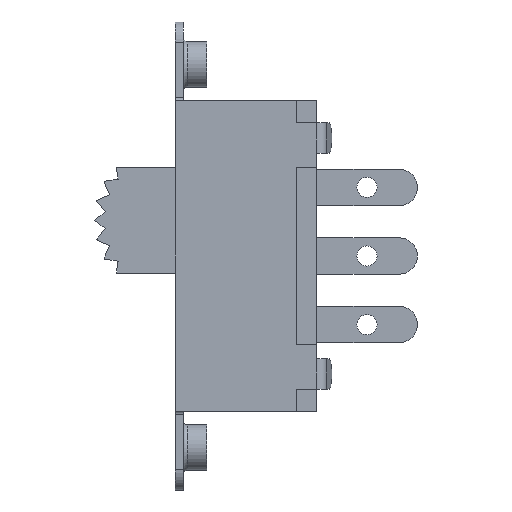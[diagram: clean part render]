
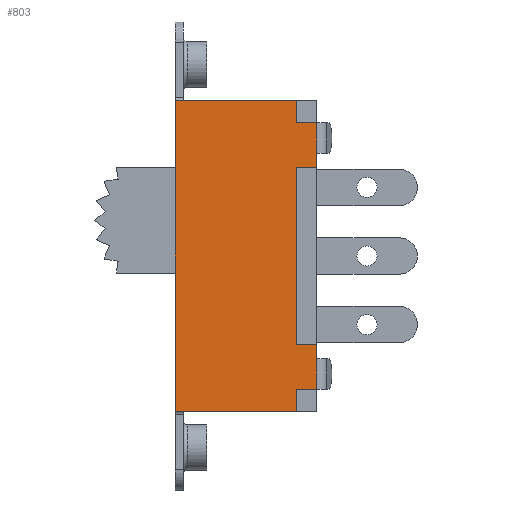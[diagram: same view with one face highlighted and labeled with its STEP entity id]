
A CAD part, left-side view. The second image highlights one B-rep face of the part: STEP entity #803.
In plain terms, the highlighted planar face has unit normal (-1, 0, 0).
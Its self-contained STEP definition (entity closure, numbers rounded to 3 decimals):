
#77 = VERTEX_POINT ( 'NONE', #2439 ) ;
#78 = VERTEX_POINT ( 'NONE', #2438 ) ;
#81 = EDGE_CURVE ( 'NONE', #78, #77, #2433, .T. ) ;
#525 = VERTEX_POINT ( 'NONE', #3558 ) ;
#527 = EDGE_CURVE ( 'NONE', #525, #528, #3557, .T. ) ;
#528 = VERTEX_POINT ( 'NONE', #3553 ) ;
#571 = EDGE_CURVE ( 'NONE', #596, #590, #3668, .T. ) ;
#590 = VERTEX_POINT ( 'NONE', #3748 ) ;
#596 = VERTEX_POINT ( 'NONE', #3738 ) ;
#638 = EDGE_CURVE ( 'NONE', #77, #528, #3839, .T. ) ;
#762 = EDGE_CURVE ( 'NONE', #763, #764, #4255, .T. ) ;
#763 = VERTEX_POINT ( 'NONE', #4251 ) ;
#764 = VERTEX_POINT ( 'NONE', #4250 ) ;
#803 = ADVANCED_FACE ( 'NONE', ( #4394 ), #4429, .F. ) ;
#804 = EDGE_LOOP ( 'NONE', ( #805, #806, #866, #867, #868, #871, #874, #877, #879, #853, #856, #859, #862, #864 ) ) ;
#805 = ORIENTED_EDGE ( 'NONE', *, *, #837, .F. ) ;
#806 = ORIENTED_EDGE ( 'NONE', *, *, #81, .T. ) ;
#837 = EDGE_CURVE ( 'NONE', #78, #596, #4468, .T. ) ;
#853 = ORIENTED_EDGE ( 'NONE', *, *, #854, .F. ) ;
#854 = EDGE_CURVE ( 'NONE', #855, #763, #4545, .T. ) ;
#855 = VERTEX_POINT ( 'NONE', #4541 ) ;
#856 = ORIENTED_EDGE ( 'NONE', *, *, #857, .F. ) ;
#857 = EDGE_CURVE ( 'NONE', #858, #855, #4540, .T. ) ;
#858 = VERTEX_POINT ( 'NONE', #4536 ) ;
#859 = ORIENTED_EDGE ( 'NONE', *, *, #860, .F. ) ;
#860 = EDGE_CURVE ( 'NONE', #861, #858, #4535, .T. ) ;
#861 = VERTEX_POINT ( 'NONE', #4531 ) ;
#862 = ORIENTED_EDGE ( 'NONE', *, *, #863, .F. ) ;
#863 = EDGE_CURVE ( 'NONE', #590, #861, #4529, .T. ) ;
#864 = ORIENTED_EDGE ( 'NONE', *, *, #571, .F. ) ;
#866 = ORIENTED_EDGE ( 'NONE', *, *, #638, .T. ) ;
#867 = ORIENTED_EDGE ( 'NONE', *, *, #527, .F. ) ;
#868 = ORIENTED_EDGE ( 'NONE', *, *, #869, .T. ) ;
#869 = EDGE_CURVE ( 'NONE', #525, #870, #4564, .T. ) ;
#870 = VERTEX_POINT ( 'NONE', #4560 ) ;
#871 = ORIENTED_EDGE ( 'NONE', *, *, #872, .T. ) ;
#872 = EDGE_CURVE ( 'NONE', #870, #873, #4559, .T. ) ;
#873 = VERTEX_POINT ( 'NONE', #4604 ) ;
#874 = ORIENTED_EDGE ( 'NONE', *, *, #875, .T. ) ;
#875 = EDGE_CURVE ( 'NONE', #873, #876, #4603, .T. ) ;
#876 = VERTEX_POINT ( 'NONE', #4599 ) ;
#877 = ORIENTED_EDGE ( 'NONE', *, *, #878, .T. ) ;
#878 = EDGE_CURVE ( 'NONE', #876, #764, #4597, .T. ) ;
#879 = ORIENTED_EDGE ( 'NONE', *, *, #762, .F. ) ;
#2430 = DIRECTION ( 'NONE',  ( 0., 0., -1. ) ) ;
#2431 = VECTOR ( 'NONE', #2430, 1000. ) ;
#2432 = CARTESIAN_POINT ( 'NONE',  ( -3.7, 0.4, -18.531 ) ) ;
#2433 = LINE ( 'NONE', #2432, #2431 ) ;
#2438 = CARTESIAN_POINT ( 'NONE',  ( -3.7, 0.4, 7.7 ) ) ;
#2439 = CARTESIAN_POINT ( 'NONE',  ( -3.7, 0.4, -7.7 ) ) ;
#3553 = CARTESIAN_POINT ( 'NONE',  ( -3.7, -5.6, -7.7 ) ) ;
#3554 = DIRECTION ( 'NONE',  ( 0., 0., -1. ) ) ;
#3555 = VECTOR ( 'NONE', #3554, 1000. ) ;
#3556 = CARTESIAN_POINT ( 'NONE',  ( -3.7, -5.6, -18.531 ) ) ;
#3557 = LINE ( 'NONE', #3556, #3555 ) ;
#3558 = CARTESIAN_POINT ( 'NONE',  ( -3.7, -5.6, -6.6 ) ) ;
#3664 = DIRECTION ( 'NONE',  ( 0., 0., -1. ) ) ;
#3665 = VECTOR ( 'NONE', #3664, 1000. ) ;
#3666 = CARTESIAN_POINT ( 'NONE',  ( -3.7, -5.6, -18.531 ) ) ;
#3668 = LINE ( 'NONE', #3666, #3665 ) ;
#3738 = CARTESIAN_POINT ( 'NONE',  ( -3.7, -5.6, 7.7 ) ) ;
#3748 = CARTESIAN_POINT ( 'NONE',  ( -3.7, -5.6, 6.6 ) ) ;
#3835 = DIRECTION ( 'NONE',  ( 0., -1., 0. ) ) ;
#3836 = VECTOR ( 'NONE', #3835, 1000. ) ;
#3837 = CARTESIAN_POINT ( 'NONE',  ( -3.7, 0.248, -7.7 ) ) ;
#3839 = LINE ( 'NONE', #3837, #3836 ) ;
#4250 = CARTESIAN_POINT ( 'NONE',  ( -3.7, -5.6, -4.4 ) ) ;
#4251 = CARTESIAN_POINT ( 'NONE',  ( -3.7, -5.6, 4.4 ) ) ;
#4252 = DIRECTION ( 'NONE',  ( 0., 0., -1. ) ) ;
#4253 = VECTOR ( 'NONE', #4252, 1000. ) ;
#4254 = CARTESIAN_POINT ( 'NONE',  ( -3.7, -5.6, -18.531 ) ) ;
#4255 = LINE ( 'NONE', #4254, #4253 ) ;
#4394 = FACE_OUTER_BOUND ( 'NONE', #804, .T. ) ;
#4423 = DIRECTION ( 'NONE',  ( 0., 0., -1. ) ) ;
#4424 = DIRECTION ( 'NONE',  ( 1., 0., 0. ) ) ;
#4425 = CARTESIAN_POINT ( 'NONE',  ( -3.7, 0.248, -18.531 ) ) ;
#4426 = AXIS2_PLACEMENT_3D ( 'NONE', #4425, #4424, #4423 ) ;
#4429 = PLANE ( 'NONE',  #4426 ) ;
#4468 = LINE ( 'NONE', #4518, #4517 ) ;
#4516 = DIRECTION ( 'NONE',  ( 0., -1., 0. ) ) ;
#4517 = VECTOR ( 'NONE', #4516, 1000. ) ;
#4518 = CARTESIAN_POINT ( 'NONE',  ( -3.7, 0.248, 7.7 ) ) ;
#4526 = DIRECTION ( 'NONE',  ( 0., -1., 0. ) ) ;
#4527 = VECTOR ( 'NONE', #4526, 1000. ) ;
#4528 = CARTESIAN_POINT ( 'NONE',  ( -3.7, -5.6, 6.6 ) ) ;
#4529 = LINE ( 'NONE', #4528, #4527 ) ;
#4531 = CARTESIAN_POINT ( 'NONE',  ( -3.7, -6.6, 6.6 ) ) ;
#4532 = DIRECTION ( 'NONE',  ( 0., 0., -1. ) ) ;
#4533 = VECTOR ( 'NONE', #4532, 1000. ) ;
#4534 = CARTESIAN_POINT ( 'NONE',  ( -3.7, -6.6, 6.6 ) ) ;
#4535 = LINE ( 'NONE', #4534, #4533 ) ;
#4536 = CARTESIAN_POINT ( 'NONE',  ( -3.7, -6.6, 5.1 ) ) ;
#4537 = DIRECTION ( 'NONE',  ( 0., 0., -1. ) ) ;
#4538 = VECTOR ( 'NONE', #4537, 1000. ) ;
#4539 = CARTESIAN_POINT ( 'NONE',  ( -3.7, -6.6, 6.6 ) ) ;
#4540 = LINE ( 'NONE', #4539, #4538 ) ;
#4541 = CARTESIAN_POINT ( 'NONE',  ( -3.7, -6.6, 4.4 ) ) ;
#4542 = DIRECTION ( 'NONE',  ( 0., 1., 0. ) ) ;
#4543 = VECTOR ( 'NONE', #4542, 1000. ) ;
#4544 = CARTESIAN_POINT ( 'NONE',  ( -3.7, -5.6, 4.4 ) ) ;
#4545 = LINE ( 'NONE', #4544, #4543 ) ;
#4556 = DIRECTION ( 'NONE',  ( 0., 0., 1. ) ) ;
#4557 = VECTOR ( 'NONE', #4556, 1000. ) ;
#4558 = CARTESIAN_POINT ( 'NONE',  ( -3.7, -6.6, -6.6 ) ) ;
#4559 = LINE ( 'NONE', #4558, #4557 ) ;
#4560 = CARTESIAN_POINT ( 'NONE',  ( -3.7, -6.6, -6.6 ) ) ;
#4561 = DIRECTION ( 'NONE',  ( 0., -1., 0. ) ) ;
#4562 = VECTOR ( 'NONE', #4561, 1000. ) ;
#4563 = CARTESIAN_POINT ( 'NONE',  ( -3.7, -5.6, -6.6 ) ) ;
#4564 = LINE ( 'NONE', #4563, #4562 ) ;
#4594 = DIRECTION ( 'NONE',  ( 0., 1., 0. ) ) ;
#4595 = VECTOR ( 'NONE', #4594, 1000. ) ;
#4596 = CARTESIAN_POINT ( 'NONE',  ( -3.7, -5.6, -4.4 ) ) ;
#4597 = LINE ( 'NONE', #4596, #4595 ) ;
#4599 = CARTESIAN_POINT ( 'NONE',  ( -3.7, -6.6, -4.4 ) ) ;
#4600 = DIRECTION ( 'NONE',  ( 0., 0., 1. ) ) ;
#4601 = VECTOR ( 'NONE', #4600, 1000. ) ;
#4602 = CARTESIAN_POINT ( 'NONE',  ( -3.7, -6.6, -6.6 ) ) ;
#4603 = LINE ( 'NONE', #4602, #4601 ) ;
#4604 = CARTESIAN_POINT ( 'NONE',  ( -3.7, -6.6, -5.1 ) ) ;
